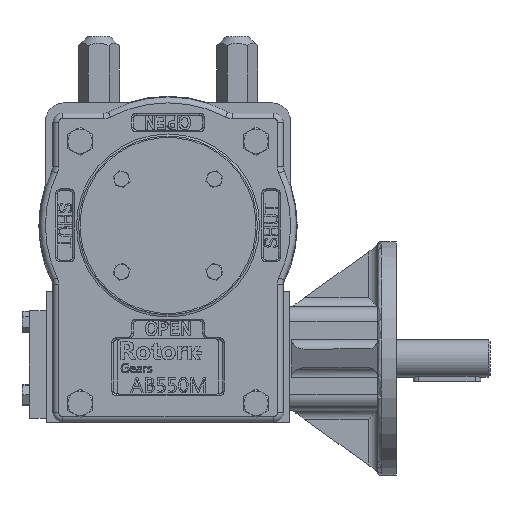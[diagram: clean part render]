
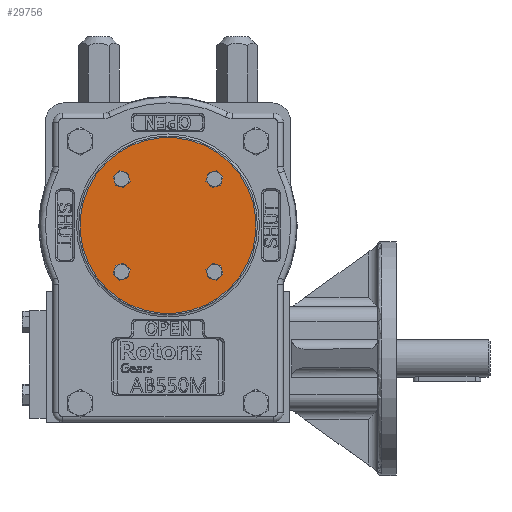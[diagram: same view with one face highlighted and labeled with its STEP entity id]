
A CAD part, top view. The second image highlights one B-rep face of the part: STEP entity #29756.
In plain terms, the highlighted planar face has unit normal (0, 0, 1).
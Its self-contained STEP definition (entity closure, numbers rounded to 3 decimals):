
#758=CIRCLE('',#31191,47.);
#3183=ORIENTED_EDGE('',*,*,#9051,.T.);
#3184=ORIENTED_EDGE('',*,*,#9055,.T.);
#3185=ORIENTED_EDGE('',*,*,#9059,.T.);
#3186=ORIENTED_EDGE('',*,*,#9063,.T.);
#3187=ORIENTED_EDGE('',*,*,#9067,.T.);
#3188=ORIENTED_EDGE('',*,*,#9070,.T.);
#3189=ORIENTED_EDGE('',*,*,#9081,.T.);
#3190=ORIENTED_EDGE('',*,*,#9085,.T.);
#3191=ORIENTED_EDGE('',*,*,#9089,.T.);
#3192=ORIENTED_EDGE('',*,*,#9093,.T.);
#3193=ORIENTED_EDGE('',*,*,#9097,.T.);
#3194=ORIENTED_EDGE('',*,*,#9100,.T.);
#3195=ORIENTED_EDGE('',*,*,#9189,.T.);
#3196=ORIENTED_EDGE('',*,*,#9190,.T.);
#3197=ORIENTED_EDGE('',*,*,#9191,.T.);
#3198=ORIENTED_EDGE('',*,*,#9192,.T.);
#3199=ORIENTED_EDGE('',*,*,#9193,.T.);
#3200=ORIENTED_EDGE('',*,*,#9194,.T.);
#3201=ORIENTED_EDGE('',*,*,#9111,.T.);
#3202=ORIENTED_EDGE('',*,*,#9115,.T.);
#3203=ORIENTED_EDGE('',*,*,#9119,.T.);
#3204=ORIENTED_EDGE('',*,*,#9123,.T.);
#3205=ORIENTED_EDGE('',*,*,#9127,.T.);
#3206=ORIENTED_EDGE('',*,*,#9130,.T.);
#3207=ORIENTED_EDGE('',*,*,#9187,.F.);
#9051=EDGE_CURVE('',#12096,#12099,#14146,.T.);
#9055=EDGE_CURVE('',#12099,#12102,#14148,.T.);
#9059=EDGE_CURVE('',#12102,#12105,#14150,.T.);
#9063=EDGE_CURVE('',#12105,#12108,#14152,.T.);
#9067=EDGE_CURVE('',#12108,#12111,#14154,.T.);
#9070=EDGE_CURVE('',#12111,#12096,#14155,.T.);
#9081=EDGE_CURVE('',#12114,#12117,#14158,.T.);
#9085=EDGE_CURVE('',#12117,#12120,#14160,.T.);
#9089=EDGE_CURVE('',#12120,#12123,#14162,.T.);
#9093=EDGE_CURVE('',#12123,#12126,#14164,.T.);
#9097=EDGE_CURVE('',#12126,#12129,#14166,.T.);
#9100=EDGE_CURVE('',#12129,#12114,#14167,.T.);
#9111=EDGE_CURVE('',#12132,#12135,#14170,.T.);
#9115=EDGE_CURVE('',#12135,#12138,#14172,.T.);
#9119=EDGE_CURVE('',#12138,#12141,#14174,.T.);
#9123=EDGE_CURVE('',#12141,#12144,#14176,.T.);
#9127=EDGE_CURVE('',#12144,#12147,#14178,.T.);
#9130=EDGE_CURVE('',#12147,#12132,#14179,.T.);
#9187=EDGE_CURVE('',#12191,#12191,#758,.T.);
#9189=EDGE_CURVE('',#12193,#12194,#14223,.T.);
#9190=EDGE_CURVE('',#12194,#12195,#14224,.T.);
#9191=EDGE_CURVE('',#12195,#12196,#14225,.T.);
#9192=EDGE_CURVE('',#12196,#12197,#14226,.T.);
#9193=EDGE_CURVE('',#12197,#12198,#14227,.T.);
#9194=EDGE_CURVE('',#12198,#12193,#14228,.T.);
#12096=VERTEX_POINT('',#39012);
#12099=VERTEX_POINT('',#39064);
#12102=VERTEX_POINT('',#39126);
#12105=VERTEX_POINT('',#39180);
#12108=VERTEX_POINT('',#39234);
#12111=VERTEX_POINT('',#39296);
#12114=VERTEX_POINT('',#39365);
#12117=VERTEX_POINT('',#39417);
#12120=VERTEX_POINT('',#39479);
#12123=VERTEX_POINT('',#39533);
#12126=VERTEX_POINT('',#39587);
#12129=VERTEX_POINT('',#39649);
#12132=VERTEX_POINT('',#39718);
#12135=VERTEX_POINT('',#39770);
#12138=VERTEX_POINT('',#39832);
#12141=VERTEX_POINT('',#39886);
#12144=VERTEX_POINT('',#39940);
#12147=VERTEX_POINT('',#40002);
#12191=VERTEX_POINT('',#40170);
#12193=VERTEX_POINT('',#40175);
#12194=VERTEX_POINT('',#40176);
#12195=VERTEX_POINT('',#40178);
#12196=VERTEX_POINT('',#40180);
#12197=VERTEX_POINT('',#40182);
#12198=VERTEX_POINT('',#40184);
#14146=LINE('',#39065,#15104);
#14148=LINE('',#39127,#15106);
#14150=LINE('',#39181,#15108);
#14152=LINE('',#39235,#15110);
#14154=LINE('',#39297,#15112);
#14155=LINE('',#39348,#15113);
#14158=LINE('',#39418,#15116);
#14160=LINE('',#39480,#15118);
#14162=LINE('',#39534,#15120);
#14164=LINE('',#39588,#15122);
#14166=LINE('',#39650,#15124);
#14167=LINE('',#39701,#15125);
#14170=LINE('',#39771,#15128);
#14172=LINE('',#39833,#15130);
#14174=LINE('',#39887,#15132);
#14176=LINE('',#39941,#15134);
#14178=LINE('',#40003,#15136);
#14179=LINE('',#40054,#15137);
#14223=LINE('',#40174,#15181);
#14224=LINE('',#40177,#15182);
#14225=LINE('',#40179,#15183);
#14226=LINE('',#40181,#15184);
#14227=LINE('',#40183,#15185);
#14228=LINE('',#40185,#15186);
#15104=VECTOR('',#33434,1000.);
#15106=VECTOR('',#33438,1000.);
#15108=VECTOR('',#33442,1000.);
#15110=VECTOR('',#33446,1000.);
#15112=VECTOR('',#33450,1000.);
#15113=VECTOR('',#33453,1000.);
#15116=VECTOR('',#33484,1000.);
#15118=VECTOR('',#33488,1000.);
#15120=VECTOR('',#33492,1000.);
#15122=VECTOR('',#33496,1000.);
#15124=VECTOR('',#33500,1000.);
#15125=VECTOR('',#33503,1000.);
#15128=VECTOR('',#33534,1000.);
#15130=VECTOR('',#33538,1000.);
#15132=VECTOR('',#33542,1000.);
#15134=VECTOR('',#33546,1000.);
#15136=VECTOR('',#33550,1000.);
#15137=VECTOR('',#33553,1000.);
#15181=VECTOR('',#33661,1000.);
#15182=VECTOR('',#33662,1000.);
#15183=VECTOR('',#33663,1000.);
#15184=VECTOR('',#33664,1000.);
#15185=VECTOR('',#33665,1000.);
#15186=VECTOR('',#33666,1000.);
#16112=EDGE_LOOP('',(#3183,#3184,#3185,#3186,#3187,#3188));
#16113=EDGE_LOOP('',(#3189,#3190,#3191,#3192,#3193,#3194));
#16114=EDGE_LOOP('',(#3195,#3196,#3197,#3198,#3199,#3200));
#16115=EDGE_LOOP('',(#3201,#3202,#3203,#3204,#3205,#3206));
#16116=EDGE_LOOP('',(#3207));
#17812=FACE_BOUND('',#16112,.T.);
#17813=FACE_BOUND('',#16113,.T.);
#17814=FACE_BOUND('',#16114,.T.);
#17815=FACE_BOUND('',#16115,.T.);
#17816=FACE_BOUND('',#16116,.T.);
#19515=PLANE('',#31193);
#29756=ADVANCED_FACE('',(#17812,#17813,#17814,#17815,#17816),#19515,.F.);
#31191=AXIS2_PLACEMENT_3D('',#40169,#33655,#33656);
#31193=AXIS2_PLACEMENT_3D('',#40173,#33659,#33660);
#33434=DIRECTION('',(-0.259,0.966,0.));
#33438=DIRECTION('',(0.707,0.707,0.));
#33442=DIRECTION('',(0.966,-0.259,0.));
#33446=DIRECTION('',(0.259,-0.966,0.));
#33450=DIRECTION('',(-0.707,-0.707,0.));
#33453=DIRECTION('',(-0.966,0.259,0.));
#33484=DIRECTION('',(-0.966,-0.259,0.));
#33488=DIRECTION('',(-0.707,0.707,0.));
#33492=DIRECTION('',(0.259,0.966,0.));
#33496=DIRECTION('',(0.966,0.259,0.));
#33500=DIRECTION('',(0.707,-0.707,0.));
#33503=DIRECTION('',(-0.259,-0.966,0.));
#33534=DIRECTION('',(0.966,0.259,0.));
#33538=DIRECTION('',(0.707,-0.707,0.));
#33542=DIRECTION('',(-0.259,-0.966,0.));
#33546=DIRECTION('',(-0.966,-0.259,0.));
#33550=DIRECTION('',(-0.707,0.707,0.));
#33553=DIRECTION('',(0.259,0.966,0.));
#33655=DIRECTION('',(0.,0.,-1.));
#33656=DIRECTION('',(0.707,-0.707,0.));
#33659=DIRECTION('',(0.,0.,-1.));
#33660=DIRECTION('',(-0.707,0.707,0.));
#33661=DIRECTION('',(0.259,-0.966,0.));
#33662=DIRECTION('',(-0.707,-0.707,0.));
#33663=DIRECTION('',(-0.966,0.259,0.));
#33664=DIRECTION('',(-0.259,0.966,0.));
#33665=DIRECTION('',(0.707,0.707,0.));
#33666=DIRECTION('',(0.966,-0.259,0.));
#39012=CARTESIAN_POINT('',(-28.015,21.483,83.179));
#39064=CARTESIAN_POINT('',(-29.21,25.944,83.179));
#39065=CARTESIAN_POINT('',(-28.015,21.483,83.179));
#39126=CARTESIAN_POINT('',(-25.944,29.21,83.179));
#39127=CARTESIAN_POINT('',(-29.21,25.944,83.179));
#39180=CARTESIAN_POINT('',(-21.483,28.015,83.179));
#39181=CARTESIAN_POINT('',(-25.944,29.21,83.179));
#39234=CARTESIAN_POINT('',(-20.287,23.553,83.179));
#39235=CARTESIAN_POINT('',(-21.483,28.015,83.179));
#39296=CARTESIAN_POINT('',(-23.553,20.287,83.179));
#39297=CARTESIAN_POINT('',(-20.287,23.553,83.179));
#39348=CARTESIAN_POINT('',(-23.553,20.287,83.179));
#39365=CARTESIAN_POINT('',(-21.483,-28.015,83.179));
#39417=CARTESIAN_POINT('',(-25.944,-29.21,83.179));
#39418=CARTESIAN_POINT('',(-21.483,-28.015,83.179));
#39479=CARTESIAN_POINT('',(-29.21,-25.944,83.179));
#39480=CARTESIAN_POINT('',(-25.944,-29.21,83.179));
#39533=CARTESIAN_POINT('',(-28.015,-21.483,83.179));
#39534=CARTESIAN_POINT('',(-29.21,-25.944,83.179));
#39587=CARTESIAN_POINT('',(-23.553,-20.287,83.179));
#39588=CARTESIAN_POINT('',(-28.015,-21.483,83.179));
#39649=CARTESIAN_POINT('',(-20.287,-23.553,83.179));
#39650=CARTESIAN_POINT('',(-23.553,-20.287,83.179));
#39701=CARTESIAN_POINT('',(-20.287,-23.553,83.179));
#39718=CARTESIAN_POINT('',(21.483,28.015,83.179));
#39770=CARTESIAN_POINT('',(25.944,29.21,83.179));
#39771=CARTESIAN_POINT('',(21.483,28.015,83.179));
#39832=CARTESIAN_POINT('',(29.21,25.944,83.179));
#39833=CARTESIAN_POINT('',(25.944,29.21,83.179));
#39886=CARTESIAN_POINT('',(28.015,21.483,83.179));
#39887=CARTESIAN_POINT('',(29.21,25.944,83.179));
#39940=CARTESIAN_POINT('',(23.553,20.287,83.179));
#39941=CARTESIAN_POINT('',(28.015,21.483,83.179));
#40002=CARTESIAN_POINT('',(20.287,23.553,83.179));
#40003=CARTESIAN_POINT('',(23.553,20.287,83.179));
#40054=CARTESIAN_POINT('',(20.287,23.553,83.179));
#40169=CARTESIAN_POINT('',(0.,0.,83.179));
#40170=CARTESIAN_POINT('',(33.234,-33.234,83.179));
#40173=CARTESIAN_POINT('',(0.,0.,83.179));
#40174=CARTESIAN_POINT('',(28.015,-21.483,83.179));
#40175=CARTESIAN_POINT('',(28.015,-21.483,83.179));
#40176=CARTESIAN_POINT('',(29.21,-25.944,83.179));
#40177=CARTESIAN_POINT('',(29.21,-25.944,83.179));
#40178=CARTESIAN_POINT('',(25.944,-29.21,83.179));
#40179=CARTESIAN_POINT('',(25.944,-29.21,83.179));
#40180=CARTESIAN_POINT('',(21.483,-28.015,83.179));
#40181=CARTESIAN_POINT('',(21.483,-28.015,83.179));
#40182=CARTESIAN_POINT('',(20.287,-23.553,83.179));
#40183=CARTESIAN_POINT('',(20.287,-23.553,83.179));
#40184=CARTESIAN_POINT('',(23.553,-20.287,83.179));
#40185=CARTESIAN_POINT('',(23.553,-20.287,83.179));
